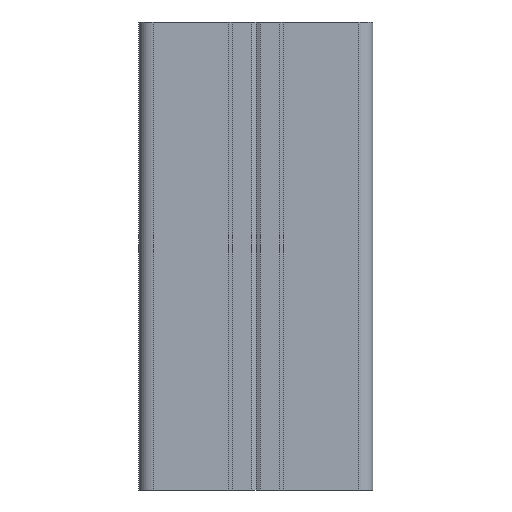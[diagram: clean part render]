
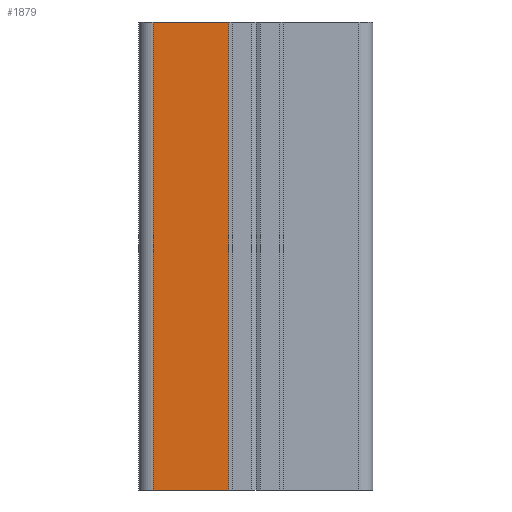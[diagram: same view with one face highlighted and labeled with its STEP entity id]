
A CAD part, left-side view. The second image highlights one B-rep face of the part: STEP entity #1879.
In plain terms, the highlighted planar face has unit normal (-1, 0, 0).
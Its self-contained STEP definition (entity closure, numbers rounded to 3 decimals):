
#1335 = VERTEX_POINT ( 'NONE', #5387 ) ;
#1621 = VERTEX_POINT ( 'NONE', #5848 ) ;
#1629 = EDGE_CURVE ( 'NONE', #1335, #1621, #5896, .T. ) ;
#1816 = EDGE_CURVE ( 'NONE', #2921, #1335, #6197, .T. ) ;
#1819 = EDGE_CURVE ( 'NONE', #2979, #1621, #6229, .T. ) ;
#1841 = EDGE_LOOP ( 'NONE', ( #1874, #1880, #1882, #1881 ) ) ;
#1874 = ORIENTED_EDGE ( 'NONE', *, *, #1629, .T. ) ;
#1879 = ADVANCED_FACE ( 'NONE', ( #6275 ), #6321, .F. ) ;
#1880 = ORIENTED_EDGE ( 'NONE', *, *, #1819, .F. ) ;
#1881 = ORIENTED_EDGE ( 'NONE', *, *, #1816, .T. ) ;
#1882 = ORIENTED_EDGE ( 'NONE', *, *, #2973, .F. ) ;
#2921 = VERTEX_POINT ( 'NONE', #7826 ) ;
#2973 = EDGE_CURVE ( 'NONE', #2921, #2979, #7919, .T. ) ;
#2979 = VERTEX_POINT ( 'NONE', #7951 ) ;
#5387 = CARTESIAN_POINT ( 'NONE',  ( -25., 22., 0. ) ) ;
#5848 = CARTESIAN_POINT ( 'NONE',  ( -25., 5.8, 0. ) ) ;
#5886 = DIRECTION ( 'NONE',  ( 0., -1., 0. ) ) ;
#5887 = VECTOR ( 'NONE', #5886, 1000. ) ;
#5888 = CARTESIAN_POINT ( 'NONE',  ( -25., 5.8, 0. ) ) ;
#5896 = LINE ( 'NONE', #5888, #5887 ) ;
#6184 = VECTOR ( 'NONE', #6231, 1000. ) ;
#6185 = CARTESIAN_POINT ( 'NONE',  ( -25., 22., 100. ) ) ;
#6197 = LINE ( 'NONE', #6185, #6184 ) ;
#6226 = DIRECTION ( 'NONE',  ( 0., 0., -1. ) ) ;
#6227 = VECTOR ( 'NONE', #6226, 1000. ) ;
#6228 = CARTESIAN_POINT ( 'NONE',  ( -25., 5.8, 100. ) ) ;
#6229 = LINE ( 'NONE', #6228, #6227 ) ;
#6231 = DIRECTION ( 'NONE',  ( 0., 0., -1. ) ) ;
#6275 = FACE_OUTER_BOUND ( 'NONE', #1841, .T. ) ;
#6292 = AXIS2_PLACEMENT_3D ( 'NONE', #6297, #6293, #6348 ) ;
#6293 = DIRECTION ( 'NONE',  ( 1., 0., 0. ) ) ;
#6297 = CARTESIAN_POINT ( 'NONE',  ( -25., 5.8, 100. ) ) ;
#6321 = PLANE ( 'NONE',  #6292 ) ;
#6348 = DIRECTION ( 'NONE',  ( 0., 1., 0. ) ) ;
#7826 = CARTESIAN_POINT ( 'NONE',  ( -25., 22., 100. ) ) ;
#7909 = DIRECTION ( 'NONE',  ( 0., -1., 0. ) ) ;
#7910 = VECTOR ( 'NONE', #7909, 1000. ) ;
#7917 = CARTESIAN_POINT ( 'NONE',  ( -25., 5.8, 100. ) ) ;
#7919 = LINE ( 'NONE', #7917, #7910 ) ;
#7951 = CARTESIAN_POINT ( 'NONE',  ( -25., 5.8, 100. ) ) ;
